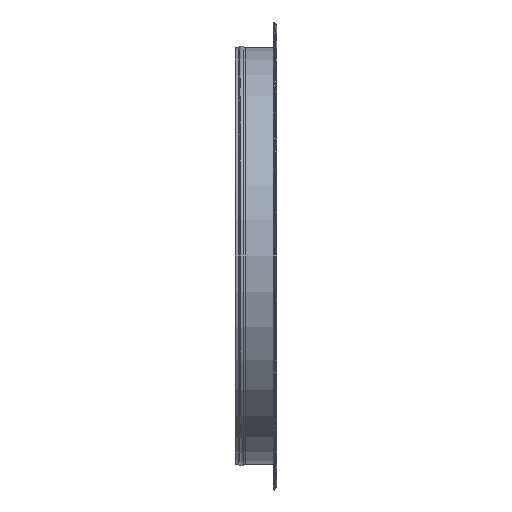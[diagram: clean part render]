
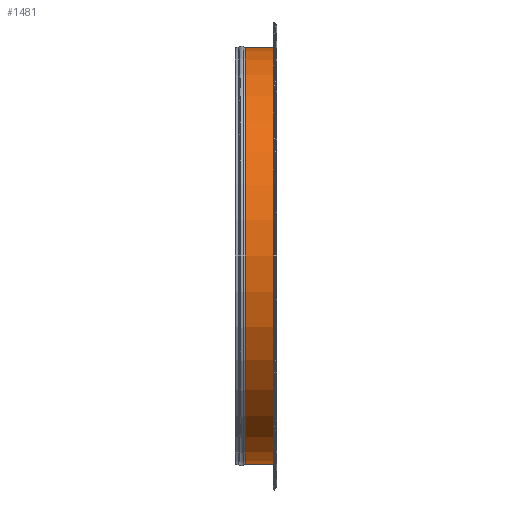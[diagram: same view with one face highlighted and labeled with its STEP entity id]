
A CAD part, front view. The second image highlights one B-rep face of the part: STEP entity #1481.
In plain terms, the highlighted cylindrical face has radius 405.5 mm (diameter 811 mm), a partial arc.
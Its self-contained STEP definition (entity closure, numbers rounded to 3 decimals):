
#2 = LINE ( 'NONE', #1508, #1807 ) ;
#8 = DIRECTION ( 'NONE',  ( -1., 0., 0. ) ) ;
#16 = CARTESIAN_POINT ( 'NONE',  ( 18.614, 0., 0. ) ) ;
#84 = DIRECTION ( 'NONE',  ( 0., 0., 1. ) ) ;
#133 = DIRECTION ( 'NONE',  ( -1., 0., 0. ) ) ;
#218 = VERTEX_POINT ( 'NONE', #1945 ) ;
#248 = CARTESIAN_POINT ( 'NONE',  ( 0., 0., 0. ) ) ;
#319 = AXIS2_PLACEMENT_3D ( 'NONE', #248, #1109, #84 ) ;
#324 = CARTESIAN_POINT ( 'NONE',  ( 74., 0., 0. ) ) ;
#450 = CARTESIAN_POINT ( 'NONE',  ( 0., 0., 405.5 ) ) ;
#481 = VECTOR ( 'NONE', #821, 1000. ) ;
#491 = EDGE_CURVE ( 'NONE', #620, #815, #761, .T. ) ;
#527 = CIRCLE ( 'NONE', #987, 405.5 ) ;
#581 = EDGE_CURVE ( 'NONE', #218, #815, #2137, .T. ) ;
#620 = VERTEX_POINT ( 'NONE', #1063 ) ;
#643 = AXIS2_PLACEMENT_3D ( 'NONE', #16, #8, #1208 ) ;
#761 = LINE ( 'NONE', #450, #481 ) ;
#762 = EDGE_CURVE ( 'NONE', #943, #620, #527, .T. ) ;
#808 = ORIENTED_EDGE ( 'NONE', *, *, #1664, .F. ) ;
#815 = VERTEX_POINT ( 'NONE', #855 ) ;
#821 = DIRECTION ( 'NONE',  ( -1., 0., 0. ) ) ;
#847 = DIRECTION ( 'NONE',  ( -1., 0., 0. ) ) ;
#855 = CARTESIAN_POINT ( 'NONE',  ( 18.614, 0., 405.5 ) ) ;
#943 = VERTEX_POINT ( 'NONE', #1958 ) ;
#987 = AXIS2_PLACEMENT_3D ( 'NONE', #324, #847, #2050 ) ;
#1012 = ORIENTED_EDGE ( 'NONE', *, *, #581, .F. ) ;
#1032 = EDGE_LOOP ( 'NONE', ( #808, #1653, #1778, #1012 ) ) ;
#1063 = CARTESIAN_POINT ( 'NONE',  ( 74., 0., 405.5 ) ) ;
#1109 = DIRECTION ( 'NONE',  ( -1., 0., 0. ) ) ;
#1208 = DIRECTION ( 'NONE',  ( 0., 0., 1. ) ) ;
#1321 = CYLINDRICAL_SURFACE ( 'NONE', #319, 405.5 ) ;
#1481 = ADVANCED_FACE ( 'NONE', ( #1520 ), #1321, .T. ) ;
#1508 = CARTESIAN_POINT ( 'NONE',  ( 0., 0., -405.5 ) ) ;
#1520 = FACE_OUTER_BOUND ( 'NONE', #1032, .T. ) ;
#1653 = ORIENTED_EDGE ( 'NONE', *, *, #762, .T. ) ;
#1664 = EDGE_CURVE ( 'NONE', #943, #218, #2, .T. ) ;
#1778 = ORIENTED_EDGE ( 'NONE', *, *, #491, .T. ) ;
#1807 = VECTOR ( 'NONE', #133, 1000. ) ;
#1945 = CARTESIAN_POINT ( 'NONE',  ( 18.614, 0., -405.5 ) ) ;
#1958 = CARTESIAN_POINT ( 'NONE',  ( 74., 0., -405.5 ) ) ;
#2050 = DIRECTION ( 'NONE',  ( 0., 0., 1. ) ) ;
#2137 = CIRCLE ( 'NONE', #643, 405.5 ) ;
